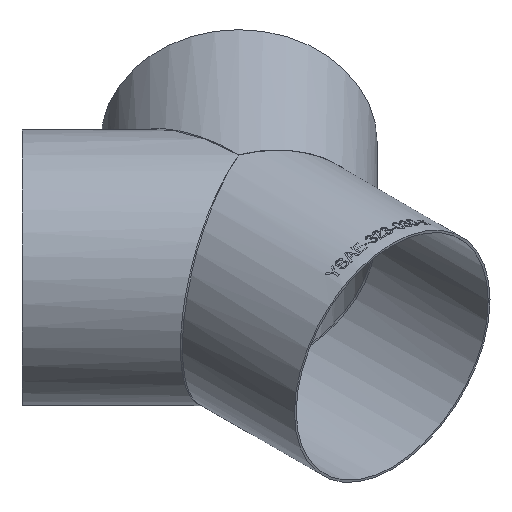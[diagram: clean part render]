
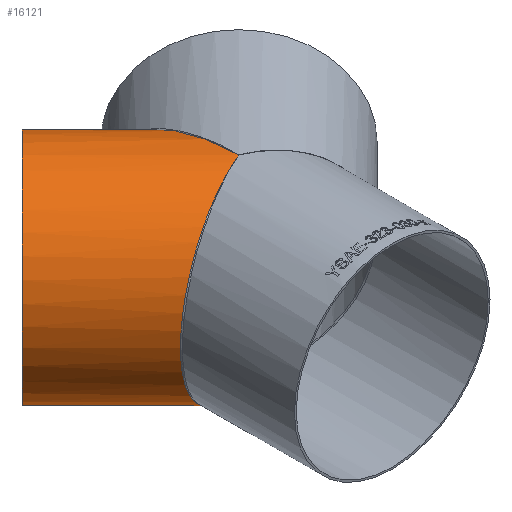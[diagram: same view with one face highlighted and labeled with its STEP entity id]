
A CAD part, isometric view. The second image highlights one B-rep face of the part: STEP entity #16121.
In plain terms, the highlighted cylindrical face has radius 161.95 mm (diameter 323.9 mm), a full revolution.
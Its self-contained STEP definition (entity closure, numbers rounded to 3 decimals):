
#2331 =( BOUNDED_CURVE ( )  B_SPLINE_CURVE ( 3, ( #34023, #3145, #14480, #22998 ),
 .UNSPECIFIED., .F., .F. ) 
 B_SPLINE_CURVE_WITH_KNOTS ( ( 4, 4 ),
 ( 4.712, 7.854 ),
 .UNSPECIFIED. ) 
 CURVE ( )  GEOMETRIC_REPRESENTATION_ITEM ( )  RATIONAL_B_SPLINE_CURVE ( ( 1., 0.333, 0.333, 1. ) ) 
 REPRESENTATION_ITEM ( '' )  );
#2571 = ORIENTED_EDGE ( 'NONE', *, *, #35325, .T. ) ;
#2664 = ORIENTED_EDGE ( 'NONE', *, *, #16652, .T. ) ;
#3145 = CARTESIAN_POINT ( 'NONE',  ( -325.775, -132.289, -161.95 ) ) ;
#3894 = DIRECTION ( 'NONE',  ( -0.707, 0.707, 0. ) ) ;
#6150 = CARTESIAN_POINT ( 'NONE',  ( 0., 0., -161.95 ) ) ;
#6164 =( BOUNDED_CURVE ( )  B_SPLINE_CURVE ( 3, ( #8954, #29338, #23391, #6150 ),
 .UNSPECIFIED., .F., .F. ) 
 B_SPLINE_CURVE_WITH_KNOTS ( ( 4, 4 ),
 ( 1.571, 4.712 ),
 .UNSPECIFIED. ) 
 CURVE ( )  GEOMETRIC_REPRESENTATION_ITEM ( )  RATIONAL_B_SPLINE_CURVE ( ( 1., 0.333, 0.333, 1. ) ) 
 REPRESENTATION_ITEM ( '' )  );
#7472 = EDGE_LOOP ( 'NONE', ( #2664, #2571 ) ) ;
#8954 = CARTESIAN_POINT ( 'NONE',  ( 0., 0., 161.95 ) ) ;
#10263 = ORIENTED_EDGE ( 'NONE', *, *, #20432, .F. ) ;
#12026 = FACE_OUTER_BOUND ( 'NONE', #7472, .T. ) ;
#12202 = FACE_OUTER_BOUND ( 'NONE', #20246, .T. ) ;
#13554 = CARTESIAN_POINT ( 'NONE',  ( 0., 0., 161.95 ) ) ;
#14480 = CARTESIAN_POINT ( 'NONE',  ( -325.775, -132.289, 161.95 ) ) ;
#16121 = ADVANCED_FACE ( 'NONE', ( #12026, #12202 ), #25586, .T. ) ;
#16652 = EDGE_CURVE ( 'NONE', #26231, #25067, #6164, .T. ) ;
#19505 = AXIS2_PLACEMENT_3D ( 'NONE', #27286, #3894, #29891 ) ;
#19626 = AXIS2_PLACEMENT_3D ( 'NONE', #23514, #34184, #29116 ) ;
#20094 = CIRCLE ( 'NONE', #19505, 161.95 ) ;
#20246 = EDGE_LOOP ( 'NONE', ( #10263 ) ) ;
#20432 = EDGE_CURVE ( 'NONE', #31000, #31000, #20094, .T. ) ;
#21336 = CARTESIAN_POINT ( 'NONE',  ( 0., 0., -161.95 ) ) ;
#22998 = CARTESIAN_POINT ( 'NONE',  ( 0., 0., 161.95 ) ) ;
#23391 = CARTESIAN_POINT ( 'NONE',  ( -4.525, 462.589, -161.95 ) ) ;
#23514 = CARTESIAN_POINT ( 'NONE',  ( 126.038, -126.038, 0. ) ) ;
#25067 = VERTEX_POINT ( 'NONE', #21336 ) ;
#25586 = CYLINDRICAL_SURFACE ( 'NONE', #19626, 161.95 ) ;
#26231 = VERTEX_POINT ( 'NONE', #13554 ) ;
#27286 = CARTESIAN_POINT ( 'NONE',  ( -179.605, 179.605, 0. ) ) ;
#27647 = CARTESIAN_POINT ( 'NONE',  ( -294.121, 65.089, 0. ) ) ;
#29116 = DIRECTION ( 'NONE',  ( -0.707, -0.707, 0. ) ) ;
#29338 = CARTESIAN_POINT ( 'NONE',  ( -4.525, 462.589, 161.95 ) ) ;
#29891 = DIRECTION ( 'NONE',  ( -0.707, -0.707, 0. ) ) ;
#31000 = VERTEX_POINT ( 'NONE', #27647 ) ;
#34023 = CARTESIAN_POINT ( 'NONE',  ( 0., 0., -161.95 ) ) ;
#34184 = DIRECTION ( 'NONE',  ( -0.707, 0.707, 0. ) ) ;
#35325 = EDGE_CURVE ( 'NONE', #25067, #26231, #2331, .T. ) ;
